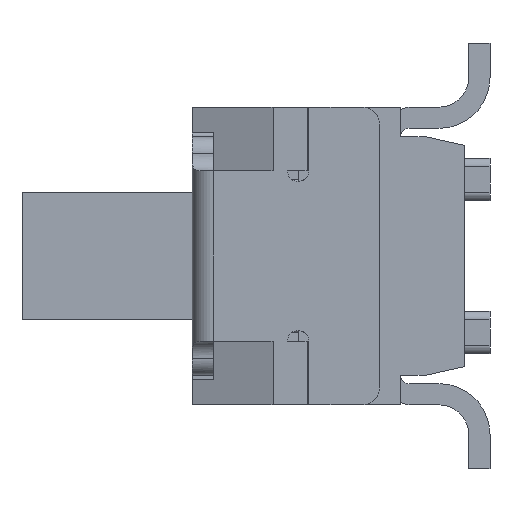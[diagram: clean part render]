
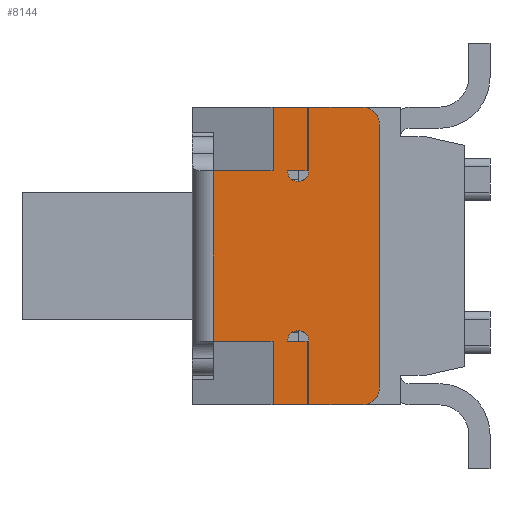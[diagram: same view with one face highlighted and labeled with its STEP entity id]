
A CAD part, left-side view. The second image highlights one B-rep face of the part: STEP entity #8144.
In plain terms, the highlighted planar face has unit normal (-1, 0, 0).
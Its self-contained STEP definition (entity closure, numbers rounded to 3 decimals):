
#235=CIRCLE('',#8594,0.125);
#236=CIRCLE('',#8595,0.2);
#237=CIRCLE('',#8596,0.2);
#238=CIRCLE('',#8597,0.125);
#1219=ORIENTED_EDGE('',*,*,#2711,.T.);
#1220=ORIENTED_EDGE('',*,*,#2323,.F.);
#1221=ORIENTED_EDGE('',*,*,#2613,.F.);
#1222=ORIENTED_EDGE('',*,*,#2479,.F.);
#1223=ORIENTED_EDGE('',*,*,#2347,.F.);
#1224=ORIENTED_EDGE('',*,*,#2537,.F.);
#1225=ORIENTED_EDGE('',*,*,#2712,.T.);
#1226=ORIENTED_EDGE('',*,*,#2713,.F.);
#1227=ORIENTED_EDGE('',*,*,#2477,.F.);
#1228=ORIENTED_EDGE('',*,*,#2714,.F.);
#1229=ORIENTED_EDGE('',*,*,#2715,.F.);
#1230=ORIENTED_EDGE('',*,*,#2716,.F.);
#1231=ORIENTED_EDGE('',*,*,#2448,.F.);
#1232=ORIENTED_EDGE('',*,*,#2717,.F.);
#1233=ORIENTED_EDGE('',*,*,#2718,.T.);
#1234=ORIENTED_EDGE('',*,*,#2540,.F.);
#1235=ORIENTED_EDGE('',*,*,#2342,.F.);
#1236=ORIENTED_EDGE('',*,*,#2445,.F.);
#1237=ORIENTED_EDGE('',*,*,#2612,.F.);
#1238=ORIENTED_EDGE('',*,*,#2315,.T.);
#2315=EDGE_CURVE('',#3235,#3233,#3794,.T.);
#2323=EDGE_CURVE('',#3240,#3238,#3801,.T.);
#2342=EDGE_CURVE('',#3259,#3260,#3817,.T.);
#2347=EDGE_CURVE('',#3263,#3264,#3822,.T.);
#2445=EDGE_CURVE('',#3340,#3259,#3908,.T.);
#2448=EDGE_CURVE('',#3342,#3343,#3911,.T.);
#2477=EDGE_CURVE('',#3357,#3358,#3940,.T.);
#2479=EDGE_CURVE('',#3264,#3359,#3942,.T.);
#2537=EDGE_CURVE('',#3392,#3263,#3991,.T.);
#2540=EDGE_CURVE('',#3260,#3393,#3994,.T.);
#2612=EDGE_CURVE('',#3235,#3340,#4046,.T.);
#2613=EDGE_CURVE('',#3359,#3240,#4047,.T.);
#2711=EDGE_CURVE('',#3233,#3238,#4115,.T.);
#2712=EDGE_CURVE('',#3392,#3480,#235,.T.);
#2713=EDGE_CURVE('',#3358,#3480,#4116,.T.);
#2714=EDGE_CURVE('',#3481,#3357,#236,.T.);
#2715=EDGE_CURVE('',#3482,#3481,#4117,.T.);
#2716=EDGE_CURVE('',#3343,#3482,#237,.T.);
#2717=EDGE_CURVE('',#3483,#3342,#4118,.T.);
#2718=EDGE_CURVE('',#3483,#3393,#238,.T.);
#3233=VERTEX_POINT('',#10939);
#3235=VERTEX_POINT('',#10942);
#3238=VERTEX_POINT('',#10950);
#3240=VERTEX_POINT('',#10955);
#3259=VERTEX_POINT('',#10997);
#3260=VERTEX_POINT('',#10998);
#3263=VERTEX_POINT('',#11006);
#3264=VERTEX_POINT('',#11008);
#3340=VERTEX_POINT('',#11191);
#3342=VERTEX_POINT('',#11196);
#3343=VERTEX_POINT('',#11198);
#3357=VERTEX_POINT('',#11245);
#3358=VERTEX_POINT('',#11247);
#3359=VERTEX_POINT('',#11250);
#3392=VERTEX_POINT('',#11352);
#3393=VERTEX_POINT('',#11358);
#3480=VERTEX_POINT('',#11706);
#3481=VERTEX_POINT('',#11709);
#3482=VERTEX_POINT('',#11711);
#3483=VERTEX_POINT('',#11714);
#3794=LINE('',#10941,#4516);
#3801=LINE('',#10956,#4523);
#3817=LINE('',#10996,#4539);
#3822=LINE('',#11007,#4544);
#3908=LINE('',#11192,#4630);
#3911=LINE('',#11197,#4633);
#3940=LINE('',#11246,#4662);
#3942=LINE('',#11249,#4664);
#3991=LINE('',#11353,#4713);
#3994=LINE('',#11357,#4716);
#4046=LINE('',#11489,#4768);
#4047=LINE('',#11491,#4769);
#4115=LINE('',#11704,#4837);
#4116=LINE('',#11707,#4838);
#4117=LINE('',#11710,#4839);
#4118=LINE('',#11713,#4840);
#4516=VECTOR('',#9088,1000.);
#4523=VECTOR('',#9099,1000.);
#4539=VECTOR('',#9127,1000.);
#4544=VECTOR('',#9134,1000.);
#4630=VECTOR('',#9264,1000.);
#4633=VECTOR('',#9267,1000.);
#4662=VECTOR('',#9306,1000.);
#4664=VECTOR('',#9308,1000.);
#4713=VECTOR('',#9399,1000.);
#4716=VECTOR('',#9404,1000.);
#4768=VECTOR('',#9522,1000.);
#4769=VECTOR('',#9525,1000.);
#4837=VECTOR('',#9803,1000.);
#4838=VECTOR('',#9806,1000.);
#4839=VECTOR('',#9809,1000.);
#4840=VECTOR('',#9812,1000.);
#5272=EDGE_LOOP('',(#1219,#1220,#1221,#1222,#1223,#1224,#1225,#1226,#1227,
#1228,#1229,#1230,#1231,#1232,#1233,#1234,#1235,#1236,#1237,#1238));
#5603=FACE_BOUND('',#5272,.T.);
#5899=PLANE('',#8593);
#8144=ADVANCED_FACE('',(#5603),#5899,.T.);
#8593=AXIS2_PLACEMENT_3D('',#11703,#9801,#9802);
#8594=AXIS2_PLACEMENT_3D('',#11705,#9804,#9805);
#8595=AXIS2_PLACEMENT_3D('',#11708,#9807,#9808);
#8596=AXIS2_PLACEMENT_3D('',#11712,#9810,#9811);
#8597=AXIS2_PLACEMENT_3D('',#11715,#9813,#9814);
#9088=DIRECTION('',(0.,1.,0.));
#9099=DIRECTION('',(0.,1.,0.));
#9127=DIRECTION('',(0.,0.,-1.));
#9134=DIRECTION('',(0.,0.,-1.));
#9264=DIRECTION('',(0.,-1.,0.));
#9267=DIRECTION('',(0.,-1.,0.));
#9306=DIRECTION('',(0.,1.,0.));
#9308=DIRECTION('',(0.,1.,0.));
#9399=DIRECTION('',(0.,-1.,0.));
#9404=DIRECTION('',(0.,1.,0.));
#9522=DIRECTION('',(0.,0.,1.));
#9525=DIRECTION('',(0.,0.,1.));
#9801=DIRECTION('',(-1.,0.,0.));
#9802=DIRECTION('',(0.,0.,1.));
#9803=DIRECTION('',(0.,0.,-1.));
#9804=DIRECTION('',(1.,0.,0.));
#9805=DIRECTION('',(0.,0.,-1.));
#9806=DIRECTION('',(0.,0.,1.));
#9807=DIRECTION('',(1.,0.,0.));
#9808=DIRECTION('',(0.,0.,-1.));
#9809=DIRECTION('',(0.,0.,-1.));
#9810=DIRECTION('',(1.,0.,0.));
#9811=DIRECTION('',(0.,0.,-1.));
#9812=DIRECTION('',(0.,0.,1.));
#9813=DIRECTION('',(1.,0.,0.));
#9814=DIRECTION('',(0.,0.,-1.));
#10939=CARTESIAN_POINT('',(-4.25,-0.25,1.));
#10941=CARTESIAN_POINT('',(-4.25,-0.25,1.));
#10942=CARTESIAN_POINT('',(-4.25,-0.95,1.));
#10950=CARTESIAN_POINT('',(-4.25,-0.25,-1.));
#10955=CARTESIAN_POINT('',(-4.25,-0.95,-1.));
#10956=CARTESIAN_POINT('',(-4.25,-0.25,-1.));
#10996=CARTESIAN_POINT('',(-4.25,-1.35,0.));
#10997=CARTESIAN_POINT('',(-4.25,-1.35,1.75));
#10998=CARTESIAN_POINT('',(-4.25,-1.35,1.));
#11006=CARTESIAN_POINT('',(-4.25,-1.35,-1.));
#11007=CARTESIAN_POINT('',(-4.25,-1.35,0.));
#11008=CARTESIAN_POINT('',(-4.25,-1.35,-1.75));
#11191=CARTESIAN_POINT('',(-4.25,-0.95,1.75));
#11192=CARTESIAN_POINT('',(-4.25,0.,1.75));
#11196=CARTESIAN_POINT('',(-4.25,-1.37,1.75));
#11197=CARTESIAN_POINT('',(-4.25,-1.37,1.75));
#11198=CARTESIAN_POINT('',(-4.25,-2.,1.75));
#11245=CARTESIAN_POINT('',(-4.25,-2.,-1.75));
#11246=CARTESIAN_POINT('',(-4.25,-2.,-1.75));
#11247=CARTESIAN_POINT('',(-4.25,-1.37,-1.75));
#11249=CARTESIAN_POINT('',(-4.25,-2.45,-1.75));
#11250=CARTESIAN_POINT('',(-4.25,-0.95,-1.75));
#11352=CARTESIAN_POINT('',(-4.25,-1.12,-1.));
#11353=CARTESIAN_POINT('',(-4.25,-0.25,-1.));
#11357=CARTESIAN_POINT('',(-4.25,-1.25,1.));
#11358=CARTESIAN_POINT('',(-4.25,-1.12,1.));
#11489=CARTESIAN_POINT('',(-4.25,-0.95,0.));
#11491=CARTESIAN_POINT('',(-4.25,-0.95,0.));
#11703=CARTESIAN_POINT('',(-4.25,-0.25,-1.));
#11704=CARTESIAN_POINT('',(-4.25,-0.25,1.2));
#11705=CARTESIAN_POINT('',(-4.25,-1.245,-1.));
#11706=CARTESIAN_POINT('',(-4.25,-1.37,-1.));
#11707=CARTESIAN_POINT('',(-4.25,-1.37,-1.75));
#11708=CARTESIAN_POINT('',(-4.25,-2.,-1.55));
#11709=CARTESIAN_POINT('',(-4.25,-2.2,-1.55));
#11710=CARTESIAN_POINT('',(-4.25,-2.2,1.55));
#11711=CARTESIAN_POINT('',(-4.25,-2.2,1.55));
#11712=CARTESIAN_POINT('',(-4.25,-2.,1.55));
#11713=CARTESIAN_POINT('',(-4.25,-1.37,1.));
#11714=CARTESIAN_POINT('',(-4.25,-1.37,1.));
#11715=CARTESIAN_POINT('',(-4.25,-1.245,1.));
